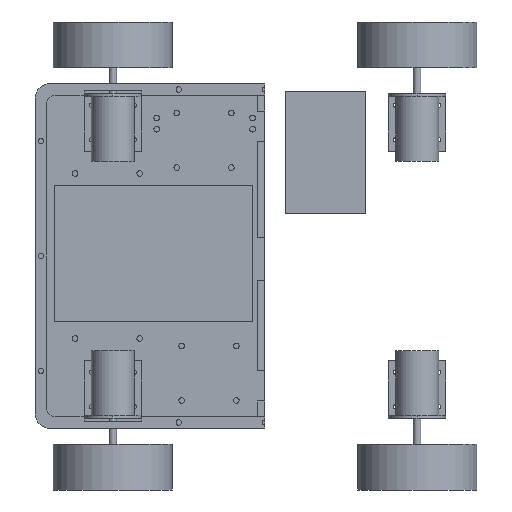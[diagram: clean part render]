
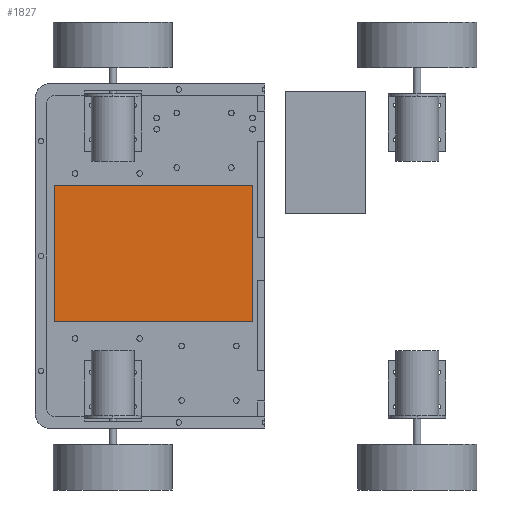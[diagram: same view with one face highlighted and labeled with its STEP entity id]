
A CAD part, front view. The second image highlights one B-rep face of the part: STEP entity #1827.
In plain terms, the highlighted planar face has unit normal (0, -1, 0).
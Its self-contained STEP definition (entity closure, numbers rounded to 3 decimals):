
#24 = VECTOR ( 'NONE', #5901, 1000. ) ;
#794 = VECTOR ( 'NONE', #1491, 1000. ) ;
#928 = DIRECTION ( 'NONE',  ( 0., 1., 0. ) ) ;
#1028 = VERTEX_POINT ( 'NONE', #7360 ) ;
#1063 = ORIENTED_EDGE ( 'NONE', *, *, #8143, .T. ) ;
#1244 = ORIENTED_EDGE ( 'NONE', *, *, #1409, .T. ) ;
#1383 = CARTESIAN_POINT ( 'NONE',  ( -146.521, -25., 49.23 ) ) ;
#1409 = EDGE_CURVE ( 'NONE', #1028, #8529, #7587, .T. ) ;
#1491 = DIRECTION ( 'NONE',  ( 0., 0., -1. ) ) ;
#1627 = CARTESIAN_POINT ( 'NONE',  ( -8.521, -25., 49.23 ) ) ;
#1827 = ADVANCED_FACE ( 'NONE', ( #3284 ), #3389, .F. ) ;
#1966 = DIRECTION ( 'NONE',  ( 0., 0., 1. ) ) ;
#2046 = AXIS2_PLACEMENT_3D ( 'NONE', #9283, #928, #5446 ) ;
#2204 = VECTOR ( 'NONE', #9004, 1000. ) ;
#2707 = CARTESIAN_POINT ( 'NONE',  ( -8.521, -25., -45.77 ) ) ;
#2902 = CARTESIAN_POINT ( 'NONE',  ( -146.521, -25., -45.77 ) ) ;
#3216 = EDGE_CURVE ( 'NONE', #8529, #3413, #9635, .T. ) ;
#3261 = ORIENTED_EDGE ( 'NONE', *, *, #7169, .T. ) ;
#3284 = FACE_OUTER_BOUND ( 'NONE', #6286, .T. ) ;
#3389 = PLANE ( 'NONE',  #2046 ) ;
#3413 = VERTEX_POINT ( 'NONE', #5437 ) ;
#5437 = CARTESIAN_POINT ( 'NONE',  ( -8.521, -25., -45.77 ) ) ;
#5446 = DIRECTION ( 'NONE',  ( 0., 0., 1. ) ) ;
#5640 = VERTEX_POINT ( 'NONE', #1627 ) ;
#5901 = DIRECTION ( 'NONE',  ( 1., 0., 0. ) ) ;
#6018 = CARTESIAN_POINT ( 'NONE',  ( -146.521, -25., -45.77 ) ) ;
#6286 = EDGE_LOOP ( 'NONE', ( #1244, #7633, #1063, #3261 ) ) ;
#7169 = EDGE_CURVE ( 'NONE', #5640, #1028, #8133, .T. ) ;
#7252 = CARTESIAN_POINT ( 'NONE',  ( -146.521, -25., -45.77 ) ) ;
#7360 = CARTESIAN_POINT ( 'NONE',  ( -146.521, -25., 49.23 ) ) ;
#7587 = LINE ( 'NONE', #6018, #794 ) ;
#7633 = ORIENTED_EDGE ( 'NONE', *, *, #3216, .T. ) ;
#8133 = LINE ( 'NONE', #1383, #2204 ) ;
#8143 = EDGE_CURVE ( 'NONE', #3413, #5640, #8710, .T. ) ;
#8209 = VECTOR ( 'NONE', #1966, 1000. ) ;
#8529 = VERTEX_POINT ( 'NONE', #7252 ) ;
#8710 = LINE ( 'NONE', #2707, #8209 ) ;
#9004 = DIRECTION ( 'NONE',  ( -1., 0., 0. ) ) ;
#9283 = CARTESIAN_POINT ( 'NONE',  ( 0., -25., 0. ) ) ;
#9635 = LINE ( 'NONE', #2902, #24 ) ;
